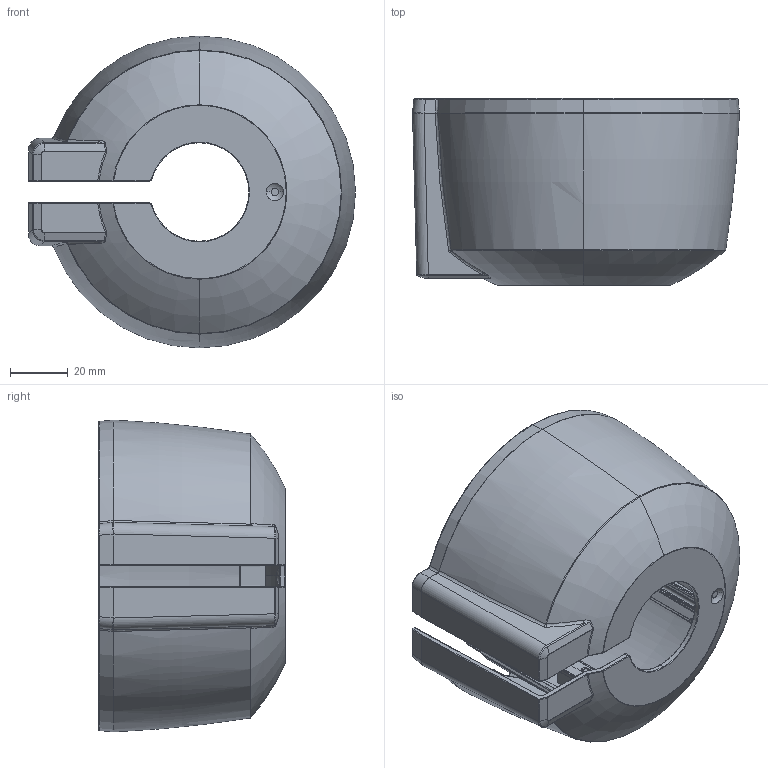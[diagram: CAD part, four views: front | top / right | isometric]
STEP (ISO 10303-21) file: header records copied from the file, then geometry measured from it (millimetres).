
FILE_DESCRIPTION (( 'STEP AP214' ), '1' );
FILE_NAME ('71662413.STEP', '2025-07-15T23:51:43', ( '' ), ( '' ), 'SwSTEP 2.0', 'SolidWorks 2024', '' );
FILE_SCHEMA (( 'AUTOMOTIVE_DESIGN' ));
Length unit declared in the file: inch
Products named in the file (1): 71662413
Bounding box: 112.79 x 64.4 x 107.59 mm (x, y, z)
Volume: 58712.2 mm3; surface area: 65213.8 mm2
Topology: 1 solids, 1 shells, 1604 faces, 3890 edges, 2291 vertices
Faces by surface type: bspline 805, plane 235, torus 206, cylinder 201, sphere 88, cone 69
Entity records: 92305 total; most frequent: CARTESIAN_POINT 61790, ORIENTED_EDGE 7756, DIRECTION 4687, EDGE_CURVE 3878, VERTEX_POINT 2291, AXIS2_PLACEMENT_3D 1946, EDGE_LOOP 1619, FACE_OUTER_BOUND 1604
